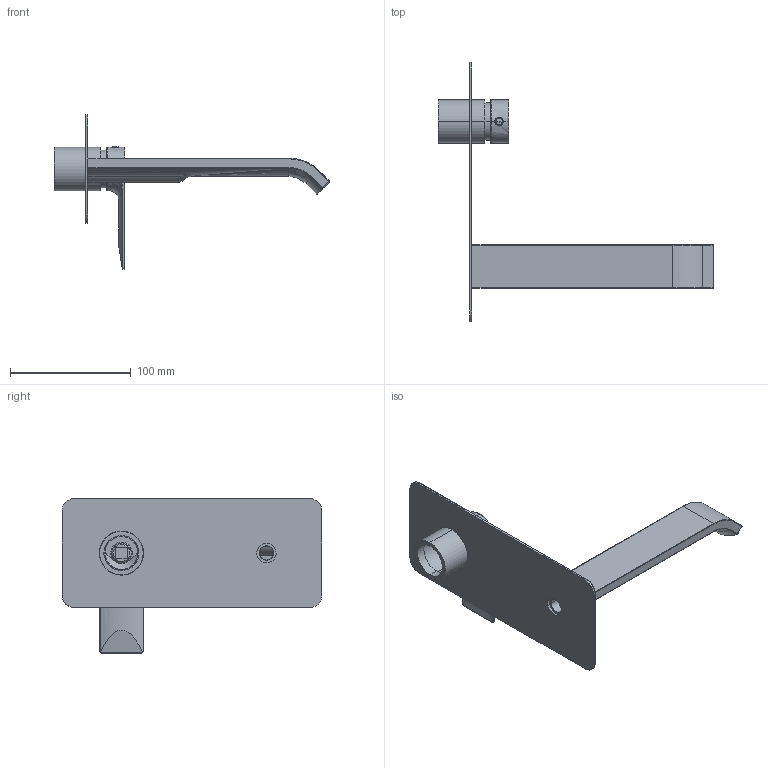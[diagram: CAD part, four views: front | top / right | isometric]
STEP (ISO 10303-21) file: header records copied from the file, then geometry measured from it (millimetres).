
FILE_DESCRIPTION(/* description */ (''),/* implementation_level */ '2;1');
FILE_NAME(/* name */ 'CHARMA~3',/* time_stamp */ '2015-05-25T08:26:02+02:00',/* author */ (''),/* organization */ (''),/* preprocessor_version */ 'ST-DEVELOPER v15',/* originating_system */ '',/* authorisation */ '');
FILE_SCHEMA (('AUTOMOTIVE_DESIGN'));
Length unit declared in the file: millimetre
Products named in the file (1): Document
Bounding box: 227.8 x 215 x 127.95 mm (x, y, z)
Volume: 126171 mm3; surface area: 92131.8 mm2
Topology: 7 solids, 7 shells, 258 faces, 666 edges, 422 vertices
Faces by surface type: bspline 188, plane 70
Entity records: 15116 total; most frequent: CARTESIAN_POINT 11260, ORIENTED_EDGE 1324, EDGE_CURVE 662, VERTEX_POINT 422, B_SPLINE_CURVE_WITH_KNOTS 377, EDGE_LOOP 276, ADVANCED_FACE 258, FACE_OUTER_BOUND 258
